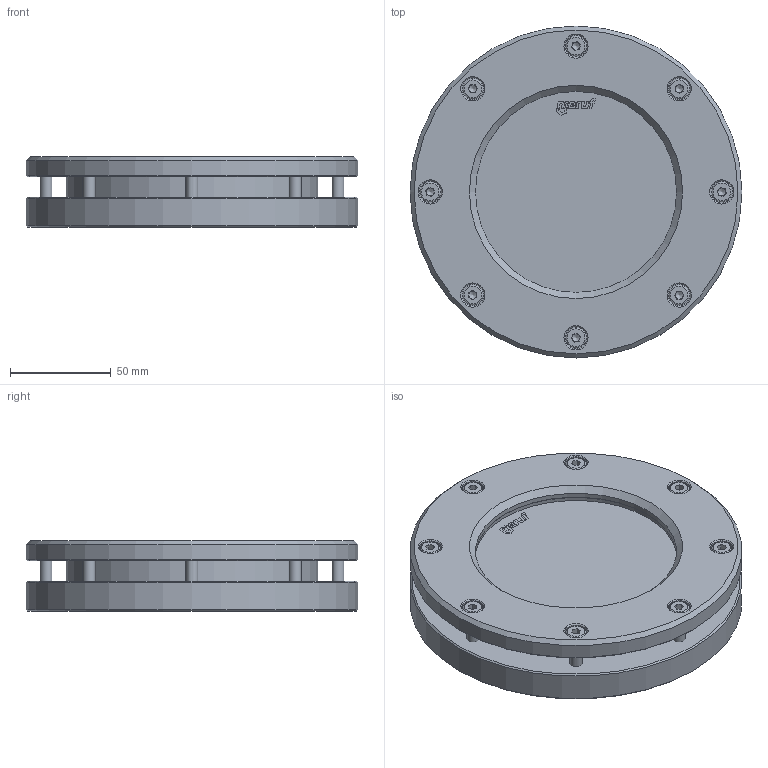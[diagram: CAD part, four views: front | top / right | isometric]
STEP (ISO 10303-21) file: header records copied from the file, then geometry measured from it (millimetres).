
FILE_DESCRIPTION(('HOOPS Exchange Step'),'2;1');
FILE_NAME('BS04_DN80.stp','2025-12-01T11:53:13+01:00',('nieru'),('Unknown organisation'),'HOOPS Exchange 2024.2','HOOPS Exchange','Unknown authorisation');
FILE_SCHEMA( ('AP203_CONFIGURATION_CONTROLLED_3D_DESIGN_OF_MECHANICAL_PARTS_AND_ASSEMBLIES_MIM_LF') );
Length unit declared in the file: millimetre
Products named in the file (2): 0; root
Assembly tree (1 placements, depth 2):
  root
    0
Bounding box: 165 x 165 x 35 mm (x, y, z)
Volume: 489644.8 mm3; surface area: 133881.1 mm2
Topology: 13 solids, 13 shells, 254 faces, 718 edges, 517 vertices
Faces by surface type: plane 149, cylinder 51, cone 46, torus 8
Full cylindrical faces by diameter (mm): 5 x8, 6 x8, 6.6 x8, 10 x8, 11 x8, 100 x2, 100.5 x2, 125 x1, 127 x2, 128 x2, 165 x2
Entity records: 8536 total; most frequent: CARTESIAN_POINT 1628, DIRECTION 1450, ORIENTED_EDGE 1396, EDGE_CURVE 698, AXIS2_PLACEMENT_3D 569, VERTEX_POINT 517, EDGE_LOOP 325, FACE_BOUND 325
